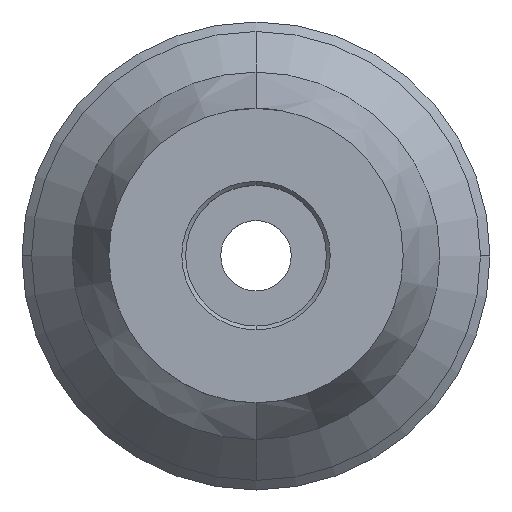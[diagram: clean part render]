
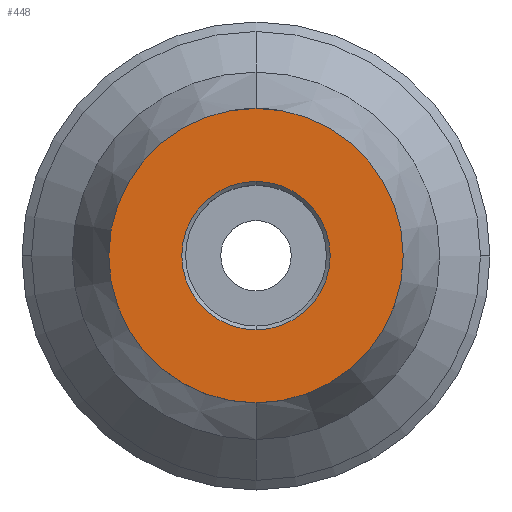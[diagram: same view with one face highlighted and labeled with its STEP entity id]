
A CAD part, top view. The second image highlights one B-rep face of the part: STEP entity #448.
In plain terms, the highlighted planar face has unit normal (0, 0, 1).
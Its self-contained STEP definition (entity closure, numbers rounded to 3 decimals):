
#342=VERTEX_POINT('',#870);
#448=ADVANCED_FACE('',(#993,#994),#995,.T.);
#536=EDGE_CURVE('',#576,#570,#1091,.T.);
#544=EDGE_CURVE('',#548,#342,#1099,.T.);
#548=VERTEX_POINT('',#1104);
#570=VERTEX_POINT('',#1131);
#576=VERTEX_POINT('',#1137);
#590=EDGE_CURVE('',#570,#576,#1152,.T.);
#636=EDGE_CURVE('',#342,#548,#1204,.T.);
#870=CARTESIAN_POINT('',(0.0,23.0,0.0));
#993=FACE_BOUND('',#1730,.T.);
#994=FACE_OUTER_BOUND('',#1731,.T.);
#995=PLANE('',#1732);
#1091=CIRCLE('',#1913,11.6);
#1099=CIRCLE('',#1925,23.0);
#1104=CARTESIAN_POINT('',(0.,-23.0,0.0));
#1131=CARTESIAN_POINT('',(0.0,11.6,0.0));
#1137=CARTESIAN_POINT('',(0.,-11.6,0.0));
#1152=CIRCLE('',#1986,11.6);
#1204=CIRCLE('',#2100,23.0);
#1730=EDGE_LOOP('',(#2741,#2742));
#1731=EDGE_LOOP('',(#2743,#2744));
#1732=AXIS2_PLACEMENT_3D('',#2745,#2746,#2747);
#1913=AXIS2_PLACEMENT_3D('',#2852,#2853,#2854);
#1925=AXIS2_PLACEMENT_3D('',#2859,#2860,#2861);
#1986=AXIS2_PLACEMENT_3D('',#2942,#2943,#2944);
#2100=AXIS2_PLACEMENT_3D('',#3003,#3004,#3005);
#2741=ORIENTED_EDGE('',*,*,#590,.T.);
#2742=ORIENTED_EDGE('',*,*,#536,.T.);
#2743=ORIENTED_EDGE('',*,*,#636,.F.);
#2744=ORIENTED_EDGE('',*,*,#544,.F.);
#2745=CARTESIAN_POINT('',(0.0,11.5,0.0));
#2746=DIRECTION('',(-0.0,0.0,1.0));
#2747=DIRECTION('',(0.0,-1.0,0.0));
#2852=CARTESIAN_POINT('',(0.0,0.0,0.0));
#2853=DIRECTION('',(-0.0,0.0,-1.0));
#2854=DIRECTION('',(0.0,1.0,0.0));
#2859=CARTESIAN_POINT('',(0.0,0.0,0.0));
#2860=DIRECTION('',(0.0,0.0,-1.0));
#2861=DIRECTION('',(0.0,1.0,0.0));
#2942=CARTESIAN_POINT('',(0.0,0.0,0.0));
#2943=DIRECTION('',(-0.0,0.0,-1.0));
#2944=DIRECTION('',(0.0,1.0,0.0));
#3003=CARTESIAN_POINT('',(0.0,0.0,0.0));
#3004=DIRECTION('',(0.0,0.0,-1.0));
#3005=DIRECTION('',(0.0,1.0,0.0));
